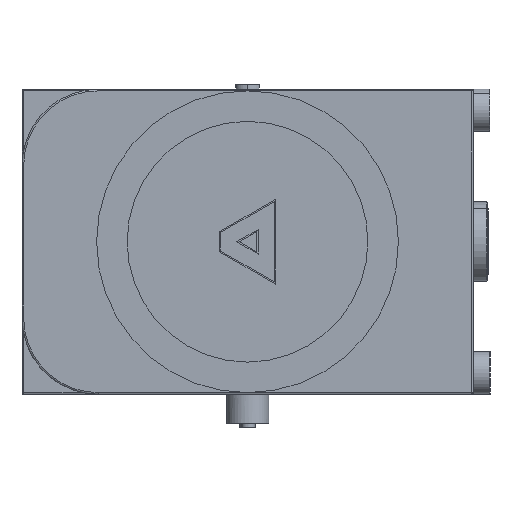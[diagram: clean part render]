
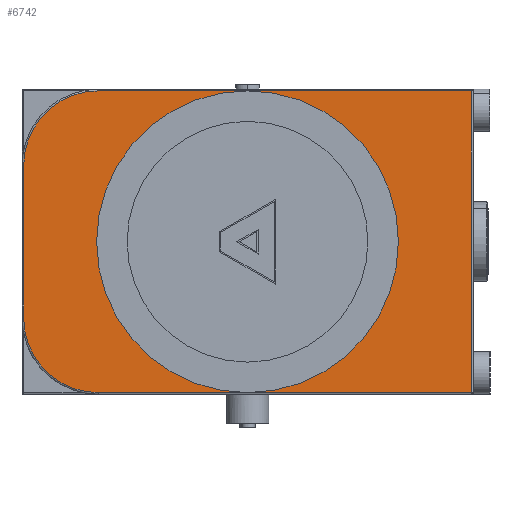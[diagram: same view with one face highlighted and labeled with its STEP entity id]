
A CAD part, left-side view. The second image highlights one B-rep face of the part: STEP entity #6742.
In plain terms, the highlighted planar face has unit normal (-1, 0, 0).
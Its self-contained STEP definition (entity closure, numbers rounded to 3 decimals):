
#264 = CARTESIAN_POINT ( 'NONE',  ( -133., 0., -176.8 ) ) ;
#780 = AXIS2_PLACEMENT_3D ( 'NONE', #19027, #18829, #33773 ) ;
#989 = FACE_OUTER_BOUND ( 'NONE', #31286, .T. ) ;
#2165 = DIRECTION ( 'NONE',  ( 1., 0., 0. ) ) ;
#2354 = EDGE_CURVE ( 'NONE', #3607, #34451, #35127, .T. ) ;
#3312 = VECTOR ( 'NONE', #26602, 1000. ) ;
#3607 = VERTEX_POINT ( 'NONE', #24129 ) ;
#4086 = VERTEX_POINT ( 'NONE', #6226 ) ;
#4138 = DIRECTION ( 'NONE',  ( -1., 0., 0. ) ) ;
#4656 = ORIENTED_EDGE ( 'NONE', *, *, #2354, .T. ) ;
#6226 = CARTESIAN_POINT ( 'NONE',  ( -133., 176., -178. ) ) ;
#6742 = ADVANCED_FACE ( 'NONE', ( #989, #30815 ), #13324, .F. ) ;
#9065 = VERTEX_POINT ( 'NONE', #264 ) ;
#9838 = DIRECTION ( 'NONE',  ( -1., 0., 0. ) ) ;
#10050 = EDGE_CURVE ( 'NONE', #38502, #12974, #23343, .T. ) ;
#10582 = DIRECTION ( 'NONE',  ( 0., 0., -1. ) ) ;
#10924 = ORIENTED_EDGE ( 'NONE', *, *, #22810, .T. ) ;
#11541 = CARTESIAN_POINT ( 'NONE',  ( -133., -264., 180. ) ) ;
#12974 = VERTEX_POINT ( 'NONE', #26655 ) ;
#13186 = DIRECTION ( 'NONE',  ( 0., -1., 0. ) ) ;
#13287 = ORIENTED_EDGE ( 'NONE', *, *, #36712, .T. ) ;
#13324 = PLANE ( 'NONE',  #780 ) ;
#14225 = VECTOR ( 'NONE', #27700, 1000. ) ;
#15397 = EDGE_CURVE ( 'NONE', #9065, #28371, #25764, .T. ) ;
#17364 = VERTEX_POINT ( 'NONE', #26156 ) ;
#17961 = DIRECTION ( 'NONE',  ( 1., 0., 0. ) ) ;
#18090 = CARTESIAN_POINT ( 'NONE',  ( -133., 176., 90. ) ) ;
#18829 = DIRECTION ( 'NONE',  ( 1., 0., 0. ) ) ;
#19027 = CARTESIAN_POINT ( 'NONE',  ( -133., 0., 0. ) ) ;
#19575 = AXIS2_PLACEMENT_3D ( 'NONE', #18090, #9838, #27317 ) ;
#19670 = LINE ( 'NONE', #27925, #37673 ) ;
#19754 = CARTESIAN_POINT ( 'NONE',  ( -133., 264., -180. ) ) ;
#21693 = ORIENTED_EDGE ( 'NONE', *, *, #34335, .T. ) ;
#22810 = EDGE_CURVE ( 'NONE', #28371, #9065, #34334, .T. ) ;
#23343 = CIRCLE ( 'NONE', #19575, 88. ) ;
#24077 = CARTESIAN_POINT ( 'NONE',  ( -133., 0., 0. ) ) ;
#24129 = CARTESIAN_POINT ( 'NONE',  ( -133., -264., -178. ) ) ;
#25144 = CARTESIAN_POINT ( 'NONE',  ( -133., 266., 178. ) ) ;
#25496 = CARTESIAN_POINT ( 'NONE',  ( -133., 176., -90. ) ) ;
#25764 = CIRCLE ( 'NONE', #28863, 176.8 ) ;
#26149 = EDGE_CURVE ( 'NONE', #34451, #38502, #28270, .T. ) ;
#26156 = CARTESIAN_POINT ( 'NONE',  ( -133., 264., -90. ) ) ;
#26602 = DIRECTION ( 'NONE',  ( 0., 0., -1. ) ) ;
#26655 = CARTESIAN_POINT ( 'NONE',  ( -133., 264., 90. ) ) ;
#26800 = CARTESIAN_POINT ( 'NONE',  ( -133., 0., 176.8 ) ) ;
#27317 = DIRECTION ( 'NONE',  ( 0., 0., -1. ) ) ;
#27700 = DIRECTION ( 'NONE',  ( 0., 1., 0. ) ) ;
#27925 = CARTESIAN_POINT ( 'NONE',  ( -133., -266., -178. ) ) ;
#28270 = LINE ( 'NONE', #25144, #14225 ) ;
#28371 = VERTEX_POINT ( 'NONE', #26800 ) ;
#28863 = AXIS2_PLACEMENT_3D ( 'NONE', #24077, #17961, #35465 ) ;
#29034 = CIRCLE ( 'NONE', #37190, 88. ) ;
#29797 = CARTESIAN_POINT ( 'NONE',  ( -133., -264., 178. ) ) ;
#30273 = ORIENTED_EDGE ( 'NONE', *, *, #26149, .T. ) ;
#30644 = VECTOR ( 'NONE', #35320, 1000. ) ;
#30815 = FACE_BOUND ( 'NONE', #32871, .T. ) ;
#31286 = EDGE_LOOP ( 'NONE', ( #31309, #21693, #13287, #4656, #30273, #32000 ) ) ;
#31309 = ORIENTED_EDGE ( 'NONE', *, *, #33556, .T. ) ;
#32000 = ORIENTED_EDGE ( 'NONE', *, *, #10050, .T. ) ;
#32186 = DIRECTION ( 'NONE',  ( 0., 0., -1. ) ) ;
#32871 = EDGE_LOOP ( 'NONE', ( #10924, #36262 ) ) ;
#33074 = AXIS2_PLACEMENT_3D ( 'NONE', #36048, #2165, #32186 ) ;
#33556 = EDGE_CURVE ( 'NONE', #12974, #17364, #37805, .T. ) ;
#33773 = DIRECTION ( 'NONE',  ( 0., 0., -1. ) ) ;
#34334 = CIRCLE ( 'NONE', #33074, 176.8 ) ;
#34335 = EDGE_CURVE ( 'NONE', #17364, #4086, #29034, .T. ) ;
#34451 = VERTEX_POINT ( 'NONE', #29797 ) ;
#35127 = LINE ( 'NONE', #11541, #30644 ) ;
#35320 = DIRECTION ( 'NONE',  ( 0., 0., 1. ) ) ;
#35465 = DIRECTION ( 'NONE',  ( 0., 0., -1. ) ) ;
#36023 = CARTESIAN_POINT ( 'NONE',  ( -133., 176., 178. ) ) ;
#36048 = CARTESIAN_POINT ( 'NONE',  ( -133., 0., 0. ) ) ;
#36262 = ORIENTED_EDGE ( 'NONE', *, *, #15397, .T. ) ;
#36712 = EDGE_CURVE ( 'NONE', #4086, #3607, #19670, .T. ) ;
#37190 = AXIS2_PLACEMENT_3D ( 'NONE', #25496, #4138, #10582 ) ;
#37673 = VECTOR ( 'NONE', #13186, 1000. ) ;
#37805 = LINE ( 'NONE', #19754, #3312 ) ;
#38502 = VERTEX_POINT ( 'NONE', #36023 ) ;
